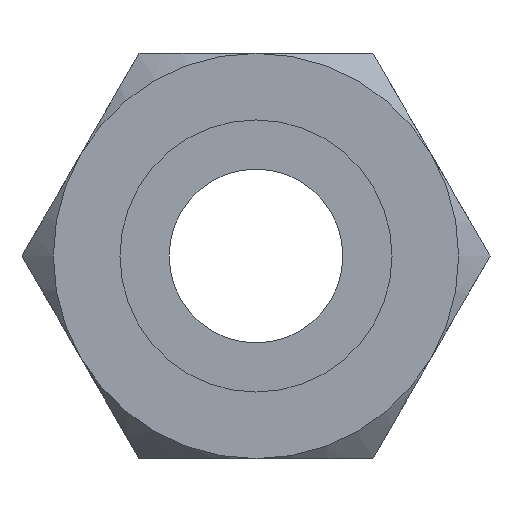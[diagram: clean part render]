
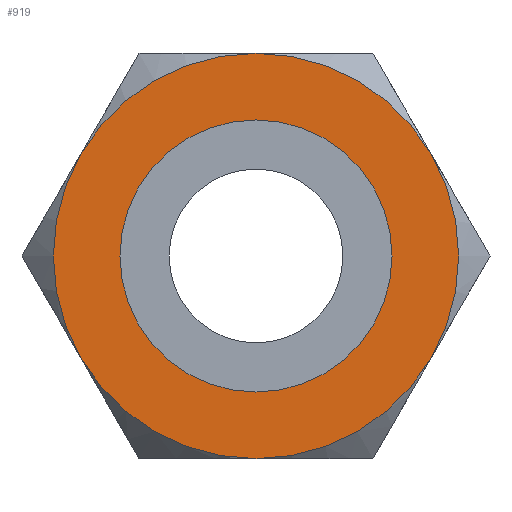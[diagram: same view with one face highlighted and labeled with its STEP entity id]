
A CAD part, left-side view. The second image highlights one B-rep face of the part: STEP entity #919.
In plain terms, the highlighted planar face has unit normal (-1, 0, 0).
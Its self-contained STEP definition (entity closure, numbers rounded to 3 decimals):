
#202 = EDGE_CURVE ( 'NONE', #1901, #2406, #2591, .T. ) ;
#247 = AXIS2_PLACEMENT_3D ( 'NONE', #1968, #569, #5085 ) ;
#273 = EDGE_CURVE ( 'NONE', #3257, #4587, #2687, .T. ) ;
#281 = ORIENTED_EDGE ( 'NONE', *, *, #518, .F. ) ;
#400 = DIRECTION ( 'NONE',  ( 0., 0., -1. ) ) ;
#438 = CIRCLE ( 'NONE', #247, 7. ) ;
#495 = FACE_OUTER_BOUND ( 'NONE', #1344, .T. ) ;
#505 = AXIS2_PLACEMENT_3D ( 'NONE', #4078, #1020, #3179 ) ;
#518 = EDGE_CURVE ( 'NONE', #2067, #769, #4103, .T. ) ;
#569 = DIRECTION ( 'NONE',  ( 1., 0., 0. ) ) ;
#612 = DIRECTION ( 'NONE',  ( -1., 0., 0. ) ) ;
#769 = VERTEX_POINT ( 'NONE', #3151 ) ;
#883 = CARTESIAN_POINT ( 'NONE',  ( 13., -6.062, -3.5 ) ) ;
#919 = ADVANCED_FACE ( 'NONE', ( #1444, #495 ), #2302, .F. ) ;
#991 = AXIS2_PLACEMENT_3D ( 'NONE', #3420, #3666, #5680 ) ;
#1020 = DIRECTION ( 'NONE',  ( 1., 0., 0. ) ) ;
#1033 = CARTESIAN_POINT ( 'NONE',  ( 13., 0., 7. ) ) ;
#1154 = CARTESIAN_POINT ( 'NONE',  ( 13., 0., 0. ) ) ;
#1165 = AXIS2_PLACEMENT_3D ( 'NONE', #2273, #4075, #4615 ) ;
#1344 = EDGE_LOOP ( 'NONE', ( #4777, #2373, #5717, #4912, #4695, #3057 ) ) ;
#1444 = FACE_BOUND ( 'NONE', #3194, .T. ) ;
#1476 = AXIS2_PLACEMENT_3D ( 'NONE', #1154, #2964, #4779 ) ;
#1486 = CIRCLE ( 'NONE', #2054, 7. ) ;
#1551 = AXIS2_PLACEMENT_3D ( 'NONE', #2844, #612, #4236 ) ;
#1654 = ORIENTED_EDGE ( 'NONE', *, *, #3253, .F. ) ;
#1735 = CARTESIAN_POINT ( 'NONE',  ( 13., 0., -7. ) ) ;
#1850 = AXIS2_PLACEMENT_3D ( 'NONE', #4588, #4133, #3225 ) ;
#1859 = CIRCLE ( 'NONE', #3252, 7. ) ;
#1901 = VERTEX_POINT ( 'NONE', #4943 ) ;
#1968 = CARTESIAN_POINT ( 'NONE',  ( 13., 0., 0. ) ) ;
#2029 = VERTEX_POINT ( 'NONE', #1735 ) ;
#2054 = AXIS2_PLACEMENT_3D ( 'NONE', #3642, #4613, #4944 ) ;
#2067 = VERTEX_POINT ( 'NONE', #4234 ) ;
#2187 = VERTEX_POINT ( 'NONE', #883 ) ;
#2273 = CARTESIAN_POINT ( 'NONE',  ( 13., 0., 0. ) ) ;
#2302 = PLANE ( 'NONE',  #505 ) ;
#2373 = ORIENTED_EDGE ( 'NONE', *, *, #4826, .F. ) ;
#2406 = VERTEX_POINT ( 'NONE', #3861 ) ;
#2591 = CIRCLE ( 'NONE', #1165, 7. ) ;
#2687 = CIRCLE ( 'NONE', #1850, 7. ) ;
#2844 = CARTESIAN_POINT ( 'NONE',  ( 13., 0., 0. ) ) ;
#2964 = DIRECTION ( 'NONE',  ( -1., 0., 0. ) ) ;
#3057 = ORIENTED_EDGE ( 'NONE', *, *, #202, .F. ) ;
#3122 = EDGE_CURVE ( 'NONE', #3257, #2406, #4419, .T. ) ;
#3151 = CARTESIAN_POINT ( 'NONE',  ( 13., 0., 4.7 ) ) ;
#3179 = DIRECTION ( 'NONE',  ( 0., 0., -1. ) ) ;
#3192 = EDGE_CURVE ( 'NONE', #4587, #2187, #1859, .T. ) ;
#3194 = EDGE_LOOP ( 'NONE', ( #1654, #281 ) ) ;
#3225 = DIRECTION ( 'NONE',  ( 0., 0., -1. ) ) ;
#3252 = AXIS2_PLACEMENT_3D ( 'NONE', #3523, #4498, #400 ) ;
#3253 = EDGE_CURVE ( 'NONE', #769, #2067, #5373, .T. ) ;
#3257 = VERTEX_POINT ( 'NONE', #1033 ) ;
#3420 = CARTESIAN_POINT ( 'NONE',  ( 13., 0., 0. ) ) ;
#3434 = CARTESIAN_POINT ( 'NONE',  ( 13., -6.062, 3.5 ) ) ;
#3523 = CARTESIAN_POINT ( 'NONE',  ( 13., 0., 0. ) ) ;
#3642 = CARTESIAN_POINT ( 'NONE',  ( 13., 0., 0. ) ) ;
#3666 = DIRECTION ( 'NONE',  ( -1., 0., 0. ) ) ;
#3861 = CARTESIAN_POINT ( 'NONE',  ( 13., 6.062, 3.5 ) ) ;
#3907 = EDGE_CURVE ( 'NONE', #2029, #1901, #438, .T. ) ;
#4075 = DIRECTION ( 'NONE',  ( 1., 0., 0. ) ) ;
#4078 = CARTESIAN_POINT ( 'NONE',  ( 13., 0., 0. ) ) ;
#4103 = CIRCLE ( 'NONE', #1551, 4.7 ) ;
#4133 = DIRECTION ( 'NONE',  ( 1., 0., 0. ) ) ;
#4234 = CARTESIAN_POINT ( 'NONE',  ( 13., 0., -4.7 ) ) ;
#4236 = DIRECTION ( 'NONE',  ( 0., 0., 1. ) ) ;
#4419 = CIRCLE ( 'NONE', #1476, 7. ) ;
#4498 = DIRECTION ( 'NONE',  ( 1., 0., 0. ) ) ;
#4587 = VERTEX_POINT ( 'NONE', #3434 ) ;
#4588 = CARTESIAN_POINT ( 'NONE',  ( 13., 0., 0. ) ) ;
#4613 = DIRECTION ( 'NONE',  ( 1., 0., 0. ) ) ;
#4615 = DIRECTION ( 'NONE',  ( 0., 0., -1. ) ) ;
#4695 = ORIENTED_EDGE ( 'NONE', *, *, #3122, .T. ) ;
#4777 = ORIENTED_EDGE ( 'NONE', *, *, #3907, .F. ) ;
#4779 = DIRECTION ( 'NONE',  ( 0., 0., 1. ) ) ;
#4826 = EDGE_CURVE ( 'NONE', #2187, #2029, #1486, .T. ) ;
#4912 = ORIENTED_EDGE ( 'NONE', *, *, #273, .F. ) ;
#4943 = CARTESIAN_POINT ( 'NONE',  ( 13., 6.062, -3.5 ) ) ;
#4944 = DIRECTION ( 'NONE',  ( 0., 0., -1. ) ) ;
#5085 = DIRECTION ( 'NONE',  ( 0., 0., -1. ) ) ;
#5373 = CIRCLE ( 'NONE', #991, 4.7 ) ;
#5680 = DIRECTION ( 'NONE',  ( 0., 0., 1. ) ) ;
#5717 = ORIENTED_EDGE ( 'NONE', *, *, #3192, .F. ) ;
